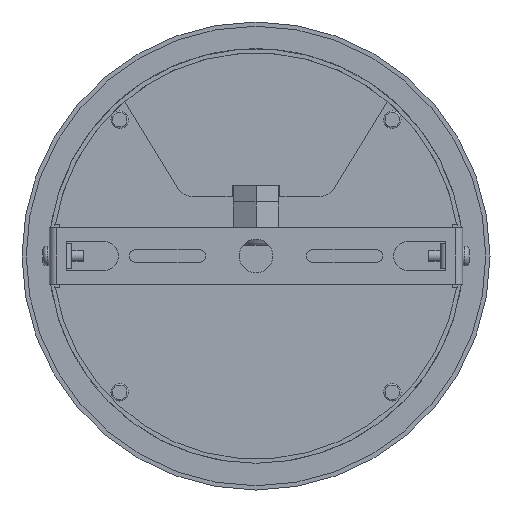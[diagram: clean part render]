
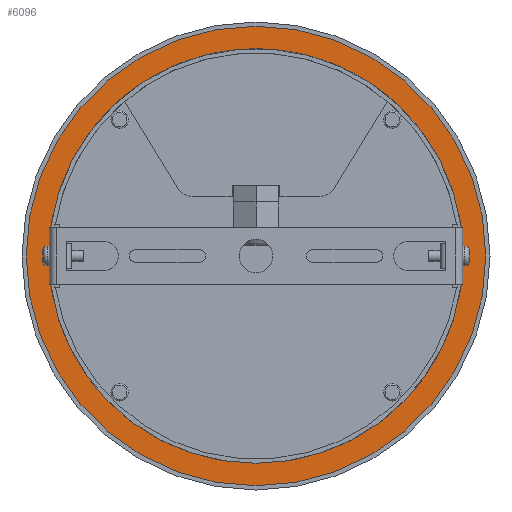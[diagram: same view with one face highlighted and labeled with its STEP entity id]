
A CAD part, front view. The second image highlights one B-rep face of the part: STEP entity #6096.
In plain terms, the highlighted planar face has unit normal (0, -1, 0).
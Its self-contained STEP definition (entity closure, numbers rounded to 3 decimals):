
#299 = CIRCLE ( 'NONE', #4456, 81.75 ) ;
#371 = CARTESIAN_POINT ( 'NONE',  ( 0., 30.6, -81.75 ) ) ;
#731 = VERTEX_POINT ( 'NONE', #7143 ) ;
#1531 = DIRECTION ( 'NONE',  ( 0., -1., 0. ) ) ;
#1567 = DIRECTION ( 'NONE',  ( 0., 0., -1. ) ) ;
#1690 = EDGE_LOOP ( 'NONE', ( #2055 ) ) ;
#1849 = DIRECTION ( 'NONE',  ( 0., 0., -1. ) ) ;
#2055 = ORIENTED_EDGE ( 'NONE', *, *, #4540, .F. ) ;
#2069 = CARTESIAN_POINT ( 'NONE',  ( 0., 30.6, 0. ) ) ;
#2304 = CIRCLE ( 'NONE', #6200, 73.75 ) ;
#2720 = FACE_BOUND ( 'NONE', #1690, .T. ) ;
#2987 = AXIS2_PLACEMENT_3D ( 'NONE', #4971, #6860, #5039 ) ;
#3223 = EDGE_LOOP ( 'NONE', ( #3288 ) ) ;
#3288 = ORIENTED_EDGE ( 'NONE', *, *, #6346, .T. ) ;
#3975 = PLANE ( 'NONE',  #2987 ) ;
#4456 = AXIS2_PLACEMENT_3D ( 'NONE', #5172, #7071, #1849 ) ;
#4513 = FACE_OUTER_BOUND ( 'NONE', #3223, .T. ) ;
#4540 = EDGE_CURVE ( 'NONE', #731, #731, #2304, .T. ) ;
#4971 = CARTESIAN_POINT ( 'NONE',  ( 0., 30.6, 0. ) ) ;
#5039 = DIRECTION ( 'NONE',  ( 0., 0., -1. ) ) ;
#5172 = CARTESIAN_POINT ( 'NONE',  ( 0., 30.6, 0. ) ) ;
#6096 = ADVANCED_FACE ( 'NONE', ( #4513, #2720 ), #3975, .T. ) ;
#6175 = VERTEX_POINT ( 'NONE', #371 ) ;
#6200 = AXIS2_PLACEMENT_3D ( 'NONE', #2069, #1531, #1567 ) ;
#6346 = EDGE_CURVE ( 'NONE', #6175, #6175, #299, .T. ) ;
#6860 = DIRECTION ( 'NONE',  ( 0., -1., 0. ) ) ;
#7071 = DIRECTION ( 'NONE',  ( 0., -1., 0. ) ) ;
#7143 = CARTESIAN_POINT ( 'NONE',  ( 0., 30.6, -73.75 ) ) ;
